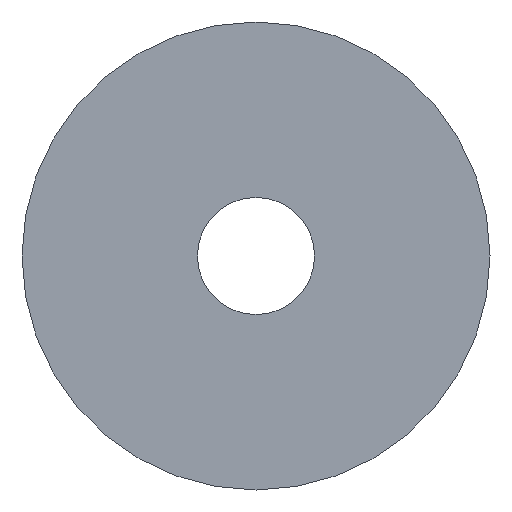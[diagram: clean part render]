
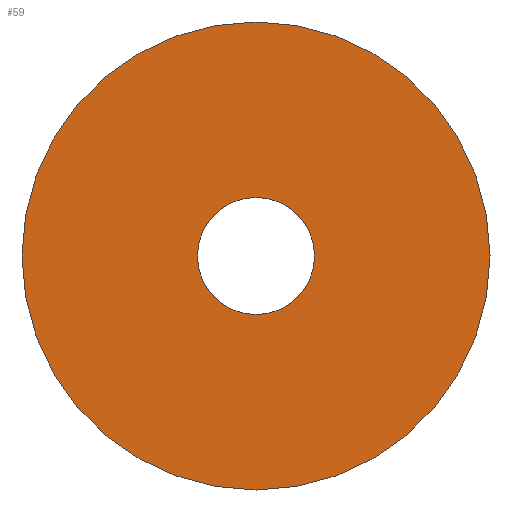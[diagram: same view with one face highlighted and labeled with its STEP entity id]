
A CAD part, front view. The second image highlights one B-rep face of the part: STEP entity #59.
In plain terms, the highlighted planar face has unit normal (0, -1, 0).
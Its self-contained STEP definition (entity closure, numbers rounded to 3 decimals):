
#5 = CARTESIAN_POINT ( 'NONE',  ( -9.525, -1.5, 0. ) ) ;
#17 = DIRECTION ( 'NONE',  ( 0., 0., 1. ) ) ;
#23 = FACE_BOUND ( 'NONE', #157, .T. ) ;
#24 = AXIS2_PLACEMENT_3D ( 'NONE', #115, #182, #34 ) ;
#31 = DIRECTION ( 'NONE',  ( 0., 0., 1. ) ) ;
#34 = DIRECTION ( 'NONE',  ( 0., 0., 1. ) ) ;
#40 = CIRCLE ( 'NONE', #159, 2.381 ) ;
#59 = ADVANCED_FACE ( 'NONE', ( #23, #92 ), #155, .T. ) ;
#66 = CARTESIAN_POINT ( 'NONE',  ( 0., -1.5, 0. ) ) ;
#69 = DIRECTION ( 'NONE',  ( 0., 1., 0. ) ) ;
#77 = DIRECTION ( 'NONE',  ( 0., -1., 0. ) ) ;
#78 = ORIENTED_EDGE ( 'NONE', *, *, #106, .F. ) ;
#87 = CARTESIAN_POINT ( 'NONE',  ( 0., -1.5, 2.381 ) ) ;
#88 = EDGE_CURVE ( 'NONE', #123, #108, #94, .T. ) ;
#89 = AXIS2_PLACEMENT_3D ( 'NONE', #5, #77, #139 ) ;
#92 = FACE_OUTER_BOUND ( 'NONE', #168, .T. ) ;
#94 = CIRCLE ( 'NONE', #24, 2.381 ) ;
#100 = CARTESIAN_POINT ( 'NONE',  ( 0., -1.5, 0. ) ) ;
#106 = EDGE_CURVE ( 'NONE', #185, #175, #124, .T. ) ;
#108 = VERTEX_POINT ( 'NONE', #87 ) ;
#115 = CARTESIAN_POINT ( 'NONE',  ( 0., -1.5, 0. ) ) ;
#117 = AXIS2_PLACEMENT_3D ( 'NONE', #100, #165, #17 ) ;
#123 = VERTEX_POINT ( 'NONE', #196 ) ;
#124 = CIRCLE ( 'NONE', #117, 9.525 ) ;
#132 = DIRECTION ( 'NONE',  ( 0., 0., 1. ) ) ;
#139 = DIRECTION ( 'NONE',  ( 0., 0., -1. ) ) ;
#148 = CARTESIAN_POINT ( 'NONE',  ( 0., -1.5, 9.525 ) ) ;
#151 = ORIENTED_EDGE ( 'NONE', *, *, #183, .F. ) ;
#155 = PLANE ( 'NONE',  #89 ) ;
#157 = EDGE_LOOP ( 'NONE', ( #191, #176 ) ) ;
#158 = CIRCLE ( 'NONE', #186, 9.525 ) ;
#159 = AXIS2_PLACEMENT_3D ( 'NONE', #66, #179, #31 ) ;
#165 = DIRECTION ( 'NONE',  ( 0., 1., 0. ) ) ;
#168 = EDGE_LOOP ( 'NONE', ( #151, #78 ) ) ;
#175 = VERTEX_POINT ( 'NONE', #148 ) ;
#176 = ORIENTED_EDGE ( 'NONE', *, *, #88, .T. ) ;
#179 = DIRECTION ( 'NONE',  ( 0., 1., 0. ) ) ;
#182 = DIRECTION ( 'NONE',  ( 0., 1., 0. ) ) ;
#183 = EDGE_CURVE ( 'NONE', #175, #185, #158, .T. ) ;
#185 = VERTEX_POINT ( 'NONE', #198 ) ;
#186 = AXIS2_PLACEMENT_3D ( 'NONE', #212, #69, #132 ) ;
#191 = ORIENTED_EDGE ( 'NONE', *, *, #194, .T. ) ;
#194 = EDGE_CURVE ( 'NONE', #108, #123, #40, .T. ) ;
#196 = CARTESIAN_POINT ( 'NONE',  ( 0., -1.5, -2.381 ) ) ;
#198 = CARTESIAN_POINT ( 'NONE',  ( 0., -1.5, -9.525 ) ) ;
#212 = CARTESIAN_POINT ( 'NONE',  ( 0., -1.5, 0. ) ) ;
